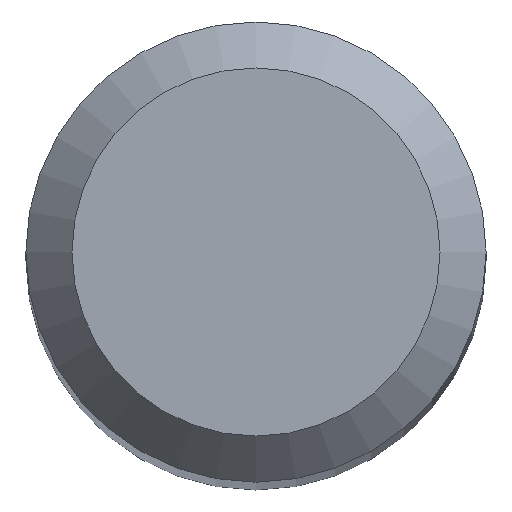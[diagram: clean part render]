
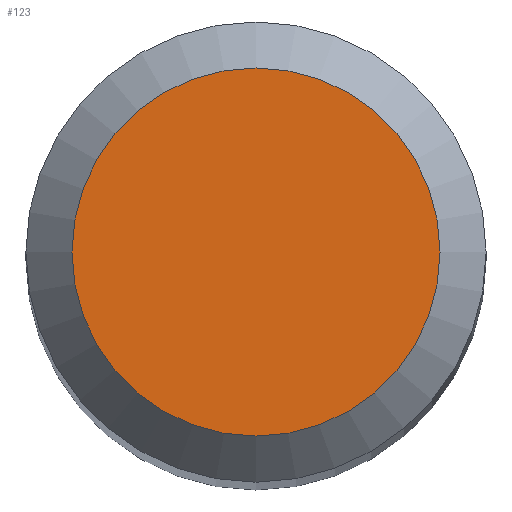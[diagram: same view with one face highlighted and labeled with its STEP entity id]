
A CAD part, top view. The second image highlights one B-rep face of the part: STEP entity #123.
In plain terms, the highlighted planar face has unit normal (0, 0, 1).
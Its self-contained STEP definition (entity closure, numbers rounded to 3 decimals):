
#2 = CARTESIAN_POINT ( 'NONE',  ( 0., 0., 38. ) ) ;
#4 = FACE_OUTER_BOUND ( 'NONE', #188, .T. ) ;
#30 = AXIS2_PLACEMENT_3D ( 'NONE', #39, #138, #204 ) ;
#39 = CARTESIAN_POINT ( 'NONE',  ( 0., 0., 38. ) ) ;
#65 = ORIENTED_EDGE ( 'NONE', *, *, #203, .F. ) ;
#74 = PLANE ( 'NONE',  #185 ) ;
#106 = DIRECTION ( 'NONE',  ( 0., 0., -1. ) ) ;
#110 = CARTESIAN_POINT ( 'NONE',  ( 0., 1.2, 38. ) ) ;
#123 = ADVANCED_FACE ( 'NONE', ( #4 ), #74, .F. ) ;
#138 = DIRECTION ( 'NONE',  ( 0., 0., -1. ) ) ;
#159 = CIRCLE ( 'NONE', #30, 1.2 ) ;
#173 = DIRECTION ( 'NONE',  ( 0., 1., 0. ) ) ;
#178 = VERTEX_POINT ( 'NONE', #110 ) ;
#185 = AXIS2_PLACEMENT_3D ( 'NONE', #2, #106, #173 ) ;
#188 = EDGE_LOOP ( 'NONE', ( #65 ) ) ;
#203 = EDGE_CURVE ( 'NONE', #178, #178, #159, .T. ) ;
#204 = DIRECTION ( 'NONE',  ( 0., 1., 0. ) ) ;
